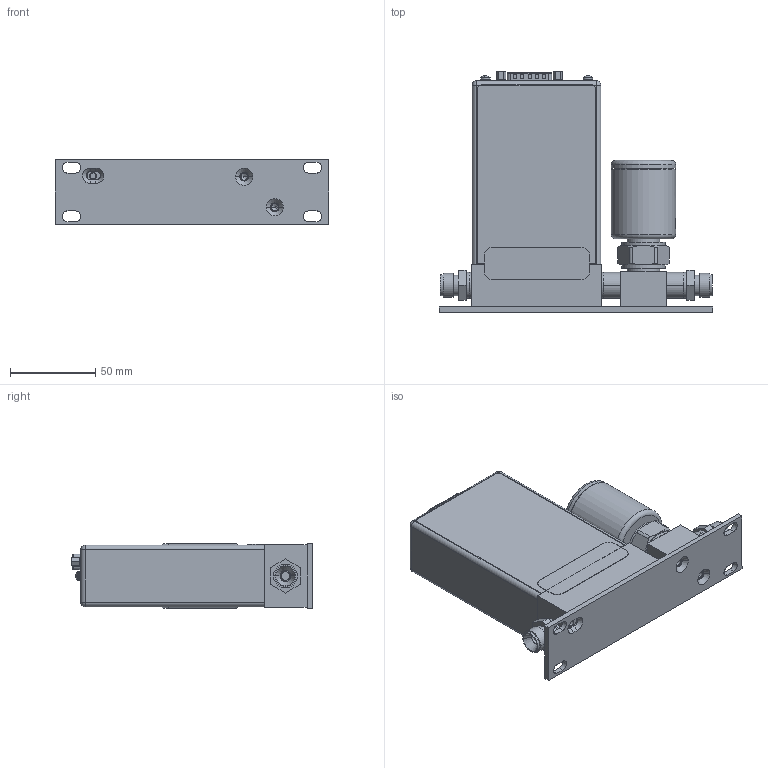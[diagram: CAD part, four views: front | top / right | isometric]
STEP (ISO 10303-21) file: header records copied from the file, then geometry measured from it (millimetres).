
FILE_DESCRIPTION((''),'2;1');
FILE_NAME('1040814_NO_OUTLET_CONN_ASM','2012-08-30T',('cockrofm'),('MKS Instruments, Inc.'),'PRO/ENGINEER BY PARAMETRIC TECHNOLOGY CORPORATION, 2009060','PRO/ENGINEER BY PARAMETRIC TECHNOLOGY CORPORATION, 2009060','');
FILE_SCHEMA(('CONFIG_CONTROL_DESIGN'));
Length unit declared in the file: inch
Products named in the file (15): 118253_DUMMY; 1042639-001_FRT; 122676; 117328-G1_ASM; 1046138-002; 1048317_REAR_LABEL; 1011702-002_4-40_PAN-HD-SEMS; 1048315-002; 171-015-113; 1038688_CONN_RJ45; 1016309-003; 116653-P1_FULL-VALVE; 119000_MNTG-PLATE; 116158-P2_FTTNG-SWGLCK; 1040814_NO_OUTLET_CONN_ASM
Assembly tree (17 placements, depth 2):
  1040814_NO_OUTLET_CONN_ASM
    118253_DUMMY
    1042639-001_FRT
    122676
    117328-G1_ASM
    1046138-002
    1048317_REAR_LABEL
    1011702-002_4-40_PAN-HD-SEMS  x2
    1048315-002
    171-015-113
    1038688_CONN_RJ45
    1016309-003  x2
    116653-P1_FULL-VALVE
    119000_MNTG-PLATE
    116158-P2_FTTNG-SWGLCK  x2
Bounding box: 160.78 x 141.53 x 38.11 mm (x, y, z)
Volume: 198935.5 mm3; surface area: 137124.2 mm2
Topology: 16 solids, 20 shells, 945 faces, 2183 edges, 1390 vertices
Faces by surface type: plane 426, cylinder 347, bspline 49, cone 48, extrusion 32, torus 31, sphere 12
Entity records: 25593 total; most frequent: CARTESIAN_POINT 6422, DIRECTION 4048, ORIENTED_EDGE 3730, EDGE_CURVE 1871, AXIS2_PLACEMENT_3D 1508, VERTEX_POINT 1205, VECTOR 1032, LINE 1000
